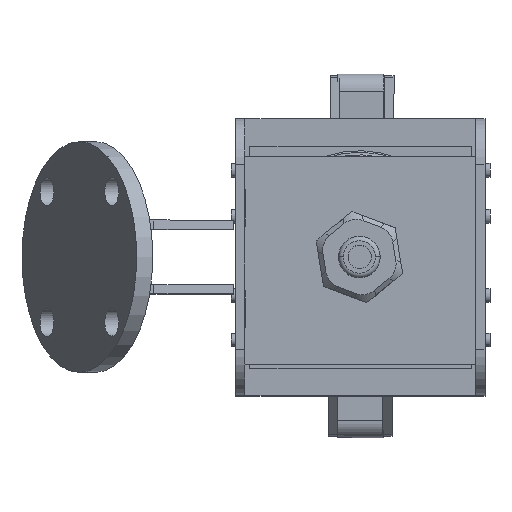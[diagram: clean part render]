
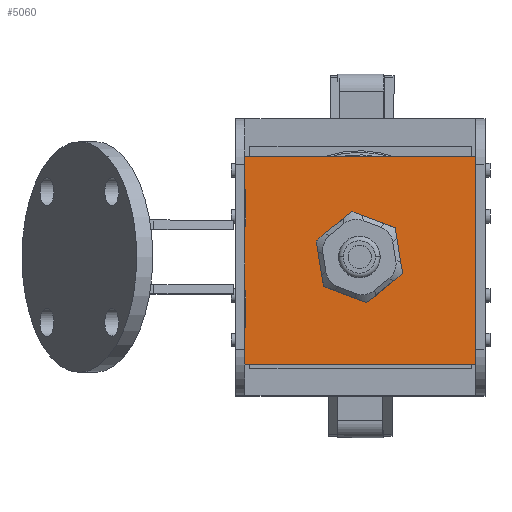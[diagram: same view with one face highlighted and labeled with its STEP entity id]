
A CAD part, top view. The second image highlights one B-rep face of the part: STEP entity #5060.
In plain terms, the highlighted planar face has unit normal (0, 0, 1).
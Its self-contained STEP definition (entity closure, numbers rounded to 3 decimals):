
#4458=CARTESIAN_POINT('Vertex',(8.6,-0.8,32.)) ;
#4463=CARTESIAN_POINT('Axis2P3D Location',(15.1,-0.8,32.)) ;
#4467=CARTESIAN_POINT('Vertex',(21.6,-0.8,32.)) ;
#4489=CARTESIAN_POINT('Axis2P3D Location',(15.1,-0.8,32.)) ;
#4515=CARTESIAN_POINT('Vertex',(40.1,-7.3,32.)) ;
#4520=CARTESIAN_POINT('Line Origine',(40.1,-11.3,32.)) ;
#4524=CARTESIAN_POINT('Vertex',(40.1,-15.3,32.)) ;
#4552=CARTESIAN_POINT('Vertex',(40.1,6.7,32.)) ;
#4566=CARTESIAN_POINT('Vertex',(40.1,14.7,32.)) ;
#4569=CARTESIAN_POINT('Line Origine',(40.1,10.7,32.)) ;
#4589=CARTESIAN_POINT('Vertex',(-9.9,6.7,32.)) ;
#4594=CARTESIAN_POINT('Line Origine',(-9.9,10.7,32.)) ;
#4598=CARTESIAN_POINT('Vertex',(-9.9,14.7,32.)) ;
#4624=CARTESIAN_POINT('Vertex',(-9.9,-7.3,32.)) ;
#4637=CARTESIAN_POINT('Vertex',(-9.9,-15.3,32.)) ;
#4640=CARTESIAN_POINT('Line Origine',(-9.9,-11.3,32.)) ;
#4657=CARTESIAN_POINT('Line Origine',(-10.9,-15.3,32.)) ;
#4661=CARTESIAN_POINT('Vertex',(-11.9,-15.3,32.)) ;
#4695=CARTESIAN_POINT('Line Origine',(-10.9,14.7,32.)) ;
#4699=CARTESIAN_POINT('Vertex',(-11.9,14.7,32.)) ;
#4719=CARTESIAN_POINT('Line Origine',(-10.9,6.7,32.)) ;
#4723=CARTESIAN_POINT('Vertex',(-11.9,6.7,32.)) ;
#4759=CARTESIAN_POINT('Vertex',(-11.9,-7.3,32.)) ;
#4763=CARTESIAN_POINT('Control Point',(-11.9,-7.3,32.)) ;
#4764=CARTESIAN_POINT('Control Point',(-11.9,6.7,32.)) ;
#4783=CARTESIAN_POINT('Line Origine',(-10.9,-7.3,32.)) ;
#4795=CARTESIAN_POINT('Line Origine',(41.1,14.7,32.)) ;
#4799=CARTESIAN_POINT('Vertex',(42.1,14.7,32.)) ;
#4828=CARTESIAN_POINT('Line Origine',(41.1,-15.3,32.)) ;
#4832=CARTESIAN_POINT('Vertex',(42.1,-15.3,32.)) ;
#4847=CARTESIAN_POINT('Line Origine',(41.1,-7.3,32.)) ;
#4851=CARTESIAN_POINT('Vertex',(42.1,-7.3,32.)) ;
#4884=CARTESIAN_POINT('Vertex',(42.1,6.7,32.)) ;
#4887=CARTESIAN_POINT('Line Origine',(42.1,-0.3,32.)) ;
#4909=CARTESIAN_POINT('Line Origine',(41.1,6.7,32.)) ;
#4991=CARTESIAN_POINT('Axis2P3D Location',(0.,0.,32.)) ;
#4996=CARTESIAN_POINT('Line Origine',(-11.9,-19.3,32.)) ;
#5000=CARTESIAN_POINT('Vertex',(-11.9,-23.3,32.)) ;
#5003=CARTESIAN_POINT('Line Origine',(15.1,-23.3,32.)) ;
#5007=CARTESIAN_POINT('Vertex',(42.1,-23.3,32.)) ;
#5010=CARTESIAN_POINT('Line Origine',(42.1,-19.3,32.)) ;
#5015=CARTESIAN_POINT('Line Origine',(42.1,18.2,32.)) ;
#5019=CARTESIAN_POINT('Vertex',(42.1,21.7,32.)) ;
#5022=CARTESIAN_POINT('Line Origine',(15.1,21.7,32.)) ;
#5026=CARTESIAN_POINT('Vertex',(-11.9,21.7,32.)) ;
#5029=CARTESIAN_POINT('Line Origine',(-11.9,18.2,32.)) ;
#4464=DIRECTION('Axis2P3D Direction',(0.,0.,1.)) ;
#4490=DIRECTION('Axis2P3D Direction',(0.,0.,1.)) ;
#4521=DIRECTION('Vector Direction',(0.,1.,0.)) ;
#4570=DIRECTION('Vector Direction',(0.,1.,0.)) ;
#4595=DIRECTION('Vector Direction',(0.,-1.,0.)) ;
#4641=DIRECTION('Vector Direction',(0.,-1.,0.)) ;
#4658=DIRECTION('Vector Direction',(-1.,0.,0.)) ;
#4696=DIRECTION('Vector Direction',(-1.,0.,0.)) ;
#4720=DIRECTION('Vector Direction',(-1.,0.,0.)) ;
#4784=DIRECTION('Vector Direction',(-1.,0.,0.)) ;
#4796=DIRECTION('Vector Direction',(1.,0.,0.)) ;
#4829=DIRECTION('Vector Direction',(1.,0.,0.)) ;
#4848=DIRECTION('Vector Direction',(1.,0.,0.)) ;
#4888=DIRECTION('Vector Direction',(0.,1.,0.)) ;
#4910=DIRECTION('Vector Direction',(1.,0.,0.)) ;
#4992=DIRECTION('Axis2P3D Direction',(0.,0.,1.)) ;
#4993=DIRECTION('Axis2P3D XDirection',(1.,0.,0.)) ;
#4997=DIRECTION('Vector Direction',(0.,1.,0.)) ;
#5004=DIRECTION('Vector Direction',(1.,0.,0.)) ;
#5011=DIRECTION('Vector Direction',(0.,1.,0.)) ;
#5016=DIRECTION('Vector Direction',(0.,1.,0.)) ;
#5023=DIRECTION('Vector Direction',(-1.,0.,0.)) ;
#5030=DIRECTION('Vector Direction',(0.,1.,0.)) ;
#4465=AXIS2_PLACEMENT_3D('Circle Axis2P3D',#4463,#4464,$) ;
#4491=AXIS2_PLACEMENT_3D('Circle Axis2P3D',#4489,#4490,$) ;
#4994=AXIS2_PLACEMENT_3D('Plane Axis2P3D',#4991,#4992,#4993) ;
#5035=ORIENTED_EDGE('',*,*,#4600,.T.) ;
#5036=ORIENTED_EDGE('',*,*,#4725,.T.) ;
#5037=ORIENTED_EDGE('',*,*,#4765,.F.) ;
#5038=ORIENTED_EDGE('',*,*,#4787,.F.) ;
#5039=ORIENTED_EDGE('',*,*,#4644,.T.) ;
#5040=ORIENTED_EDGE('',*,*,#4663,.T.) ;
#5041=ORIENTED_EDGE('',*,*,#5002,.F.) ;
#5042=ORIENTED_EDGE('',*,*,#5009,.T.) ;
#5043=ORIENTED_EDGE('',*,*,#5014,.F.) ;
#5044=ORIENTED_EDGE('',*,*,#4834,.F.) ;
#5045=ORIENTED_EDGE('',*,*,#4526,.T.) ;
#5046=ORIENTED_EDGE('',*,*,#4853,.T.) ;
#5047=ORIENTED_EDGE('',*,*,#4891,.F.) ;
#5048=ORIENTED_EDGE('',*,*,#4913,.F.) ;
#5049=ORIENTED_EDGE('',*,*,#4573,.T.) ;
#5050=ORIENTED_EDGE('',*,*,#4801,.T.) ;
#5051=ORIENTED_EDGE('',*,*,#5021,.F.) ;
#5052=ORIENTED_EDGE('',*,*,#5028,.T.) ;
#5053=ORIENTED_EDGE('',*,*,#5033,.F.) ;
#5054=ORIENTED_EDGE('',*,*,#4701,.F.) ;
#5057=ORIENTED_EDGE('',*,*,#4469,.F.) ;
#5058=ORIENTED_EDGE('',*,*,#4493,.F.) ;
#5059=FACE_BOUND('',#5056,.T.) ;
#4522=VECTOR('Line Direction',#4521,1.) ;
#4571=VECTOR('Line Direction',#4570,1.) ;
#4596=VECTOR('Line Direction',#4595,1.) ;
#4642=VECTOR('Line Direction',#4641,1.) ;
#4659=VECTOR('Line Direction',#4658,1.) ;
#4697=VECTOR('Line Direction',#4696,1.) ;
#4721=VECTOR('Line Direction',#4720,1.) ;
#4785=VECTOR('Line Direction',#4784,1.) ;
#4797=VECTOR('Line Direction',#4796,1.) ;
#4830=VECTOR('Line Direction',#4829,1.) ;
#4849=VECTOR('Line Direction',#4848,1.) ;
#4889=VECTOR('Line Direction',#4888,1.) ;
#4911=VECTOR('Line Direction',#4910,1.) ;
#4998=VECTOR('Line Direction',#4997,1.) ;
#5005=VECTOR('Line Direction',#5004,1.) ;
#5012=VECTOR('Line Direction',#5011,1.) ;
#5017=VECTOR('Line Direction',#5016,1.) ;
#5024=VECTOR('Line Direction',#5023,1.) ;
#5031=VECTOR('Line Direction',#5030,1.) ;
#5060=ADVANCED_FACE('Part4.1\\PartBody',(#5055,#5059),#4995,.T.) ;
#4762=B_SPLINE_CURVE_WITH_KNOTS('',1,(#4763,#4764),.UNSPECIFIED.,.F.,.U.,(2,2),(0.,14.),.UNSPECIFIED.) ;
#4466=CIRCLE('generated circle',#4465,6.5) ;
#4492=CIRCLE('generated circle',#4491,6.5) ;
#4469=EDGE_CURVE('',#4459,#4468,#4466,.T.) ;
#4493=EDGE_CURVE('',#4468,#4459,#4492,.T.) ;
#4526=EDGE_CURVE('',#4525,#4516,#4523,.T.) ;
#4573=EDGE_CURVE('',#4553,#4567,#4572,.T.) ;
#4600=EDGE_CURVE('',#4599,#4590,#4597,.T.) ;
#4644=EDGE_CURVE('',#4625,#4638,#4643,.T.) ;
#4663=EDGE_CURVE('',#4638,#4662,#4660,.T.) ;
#4701=EDGE_CURVE('',#4599,#4700,#4698,.T.) ;
#4725=EDGE_CURVE('',#4590,#4724,#4722,.T.) ;
#4765=EDGE_CURVE('',#4760,#4724,#4762,.T.) ;
#4787=EDGE_CURVE('',#4625,#4760,#4786,.T.) ;
#4801=EDGE_CURVE('',#4567,#4800,#4798,.T.) ;
#4834=EDGE_CURVE('',#4525,#4833,#4831,.T.) ;
#4853=EDGE_CURVE('',#4516,#4852,#4850,.T.) ;
#4891=EDGE_CURVE('',#4885,#4852,#4890,.F.) ;
#4913=EDGE_CURVE('',#4553,#4885,#4912,.T.) ;
#5002=EDGE_CURVE('',#5001,#4662,#4999,.T.) ;
#5009=EDGE_CURVE('',#5001,#5008,#5006,.T.) ;
#5014=EDGE_CURVE('',#4833,#5008,#5013,.F.) ;
#5021=EDGE_CURVE('',#5020,#4800,#5018,.F.) ;
#5028=EDGE_CURVE('',#5020,#5027,#5025,.T.) ;
#5033=EDGE_CURVE('',#4700,#5027,#5032,.T.) ;
#5034=EDGE_LOOP('',(#5035,#5036,#5037,#5038,#5039,#5040,#5041,#5042,#5043,#5044,#5045,#5046,#5047,#5048,#5049,#5050,#5051,#5052,#5053,#5054)) ;
#5056=EDGE_LOOP('',(#5057,#5058)) ;
#5055=FACE_OUTER_BOUND('',#5034,.T.) ;
#4523=LINE('Line',#4520,#4522) ;
#4572=LINE('Line',#4569,#4571) ;
#4597=LINE('Line',#4594,#4596) ;
#4643=LINE('Line',#4640,#4642) ;
#4660=LINE('Line',#4657,#4659) ;
#4698=LINE('Line',#4695,#4697) ;
#4722=LINE('Line',#4719,#4721) ;
#4786=LINE('Line',#4783,#4785) ;
#4798=LINE('Line',#4795,#4797) ;
#4831=LINE('Line',#4828,#4830) ;
#4850=LINE('Line',#4847,#4849) ;
#4890=LINE('Line',#4887,#4889) ;
#4912=LINE('Line',#4909,#4911) ;
#4999=LINE('Line',#4996,#4998) ;
#5006=LINE('Line',#5003,#5005) ;
#5013=LINE('Line',#5010,#5012) ;
#5018=LINE('Line',#5015,#5017) ;
#5025=LINE('Line',#5022,#5024) ;
#5032=LINE('Line',#5029,#5031) ;
#4995=PLANE('Plane',#4994) ;
#4459=VERTEX_POINT('',#4458) ;
#4468=VERTEX_POINT('',#4467) ;
#4516=VERTEX_POINT('',#4515) ;
#4525=VERTEX_POINT('',#4524) ;
#4553=VERTEX_POINT('',#4552) ;
#4567=VERTEX_POINT('',#4566) ;
#4590=VERTEX_POINT('',#4589) ;
#4599=VERTEX_POINT('',#4598) ;
#4625=VERTEX_POINT('',#4624) ;
#4638=VERTEX_POINT('',#4637) ;
#4662=VERTEX_POINT('',#4661) ;
#4700=VERTEX_POINT('',#4699) ;
#4724=VERTEX_POINT('',#4723) ;
#4760=VERTEX_POINT('',#4759) ;
#4800=VERTEX_POINT('',#4799) ;
#4833=VERTEX_POINT('',#4832) ;
#4852=VERTEX_POINT('',#4851) ;
#4885=VERTEX_POINT('',#4884) ;
#5001=VERTEX_POINT('',#5000) ;
#5008=VERTEX_POINT('',#5007) ;
#5020=VERTEX_POINT('',#5019) ;
#5027=VERTEX_POINT('',#5026) ;
